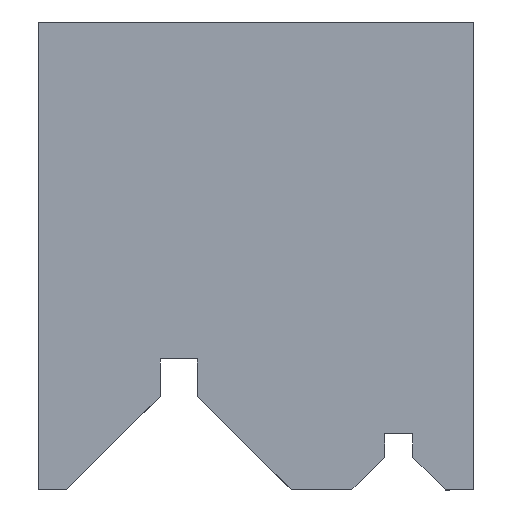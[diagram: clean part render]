
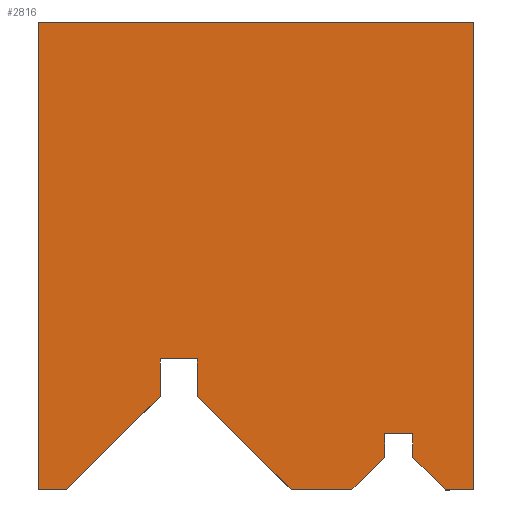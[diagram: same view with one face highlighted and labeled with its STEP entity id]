
A CAD part, left-side view. The second image highlights one B-rep face of the part: STEP entity #2816.
In plain terms, the highlighted planar face has unit normal (-1, 0, 0).
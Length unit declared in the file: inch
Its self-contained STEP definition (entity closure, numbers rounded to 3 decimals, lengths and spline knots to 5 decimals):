
#17 = EDGE_CURVE ( 'NONE', #2529, #336, #1553, .T. ) ;
#67 = ORIENTED_EDGE ( 'NONE', *, *, #113, .T. ) ;
#94 = VERTEX_POINT ( 'NONE', #130 ) ;
#113 = EDGE_CURVE ( 'NONE', #718, #2509, #861, .T. ) ;
#117 = VECTOR ( 'NONE', #1807, 39.37008 ) ;
#123 = CARTESIAN_POINT ( 'NONE',  ( -3., 1.16142, 0.7874 ) ) ;
#130 = CARTESIAN_POINT ( 'NONE',  ( -3., 1.83071, 0.3937 ) ) ;
#166 = CARTESIAN_POINT ( 'NONE',  ( -3., 1.7126, 0.3937 ) ) ;
#167 = CARTESIAN_POINT ( 'NONE',  ( -3., 1.3189, 0.7874 ) ) ;
#219 = LINE ( 'NONE', #2805, #2227 ) ;
#223 = CARTESIAN_POINT ( 'NONE',  ( -3., 1.83071, 0.3937 ) ) ;
#258 = LINE ( 'NONE', #223, #518 ) ;
#267 = DIRECTION ( 'NONE',  ( 0., -1., 0. ) ) ;
#275 = VERTEX_POINT ( 'NONE', #901 ) ;
#283 = CARTESIAN_POINT ( 'NONE',  ( -3., 0., 2.3622 ) ) ;
#301 = ORIENTED_EDGE ( 'NONE', *, *, #2745, .T. ) ;
#303 = LINE ( 'NONE', #1247, #363 ) ;
#336 = VERTEX_POINT ( 'NONE', #2843 ) ;
#342 = VECTOR ( 'NONE', #1529, 39.37008 ) ;
#351 = CARTESIAN_POINT ( 'NONE',  ( -3., 1.83071, 0.62992 ) ) ;
#357 = CARTESIAN_POINT ( 'NONE',  ( -3., 1.83071, 0.3937 ) ) ;
#363 = VECTOR ( 'NONE', #2912, 39.37008 ) ;
#379 = CARTESIAN_POINT ( 'NONE',  ( -3., 1.16142, 0.3937 ) ) ;
#423 = VERTEX_POINT ( 'NONE', #2875 ) ;
#433 = CARTESIAN_POINT ( 'NONE',  ( -3., 0.51181, 0.3937 ) ) ;
#454 = VECTOR ( 'NONE', #2237, 39.37008 ) ;
#458 = DIRECTION ( 'NONE',  ( 0., 0., -1. ) ) ;
#471 = DIRECTION ( 'NONE',  ( 0., -1., 0. ) ) ;
#518 = VECTOR ( 'NONE', #912, 39.37008 ) ;
#524 = EDGE_CURVE ( 'NONE', #3067, #423, #1535, .T. ) ;
#562 = DIRECTION ( 'NONE',  ( -1., 0., 0. ) ) ;
#641 = CARTESIAN_POINT ( 'NONE',  ( -3., 0., 0.3937 ) ) ;
#655 = DIRECTION ( 'NONE',  ( 0., -0.707, -0.707 ) ) ;
#693 = CARTESIAN_POINT ( 'NONE',  ( -3., 1.83071, 0.3937 ) ) ;
#700 = ORIENTED_EDGE ( 'NONE', *, *, #1085, .T. ) ;
#718 = VERTEX_POINT ( 'NONE', #1396 ) ;
#745 = CARTESIAN_POINT ( 'NONE',  ( -3., 1.83071, 0.3937 ) ) ;
#772 = DIRECTION ( 'NONE',  ( 0., 0., 1. ) ) ;
#784 = VERTEX_POINT ( 'NONE', #2382 ) ;
#787 = VECTOR ( 'NONE', #1678, 39.37008 ) ;
#789 = EDGE_CURVE ( 'NONE', #784, #2586, #2176, .T. ) ;
#811 = ORIENTED_EDGE ( 'NONE', *, *, #1288, .T. ) ;
#853 = CARTESIAN_POINT ( 'NONE',  ( -3., 0.25591, 0.3937 ) ) ;
#854 = EDGE_CURVE ( 'NONE', #1493, #784, #1442, .T. ) ;
#861 = LINE ( 'NONE', #351, #117 ) ;
#863 = CARTESIAN_POINT ( 'NONE',  ( -3., 1.83071, 0.3937 ) ) ;
#868 = LINE ( 'NONE', #357, #454 ) ;
#869 = CARTESIAN_POINT ( 'NONE',  ( -3., 0.25591, 0.62992 ) ) ;
#901 = CARTESIAN_POINT ( 'NONE',  ( -3., 0.37402, 0.5315 ) ) ;
#912 = DIRECTION ( 'NONE',  ( 0., -1., 0. ) ) ;
#930 = LINE ( 'NONE', #2142, #1229 ) ;
#945 = DIRECTION ( 'NONE',  ( 0., 0., 1. ) ) ;
#964 = VECTOR ( 'NONE', #2275, 39.37008 ) ;
#977 = VERTEX_POINT ( 'NONE', #433 ) ;
#1064 = CARTESIAN_POINT ( 'NONE',  ( -3., 0.25591, 0.5315 ) ) ;
#1066 = LINE ( 'NONE', #1359, #342 ) ;
#1085 = EDGE_CURVE ( 'NONE', #1638, #977, #258, .T. ) ;
#1166 = DIRECTION ( 'NONE',  ( 0., -0.707, 0.707 ) ) ;
#1210 = ORIENTED_EDGE ( 'NONE', *, *, #1705, .T. ) ;
#1229 = VECTOR ( 'NONE', #471, 39.37008 ) ;
#1247 = CARTESIAN_POINT ( 'NONE',  ( -3., 0.25591, 0.5315 ) ) ;
#1284 = ORIENTED_EDGE ( 'NONE', *, *, #2446, .T. ) ;
#1288 = EDGE_CURVE ( 'NONE', #2904, #2957, #303, .T. ) ;
#1359 = CARTESIAN_POINT ( 'NONE',  ( -3., 1.7126, 0.3937 ) ) ;
#1374 = VECTOR ( 'NONE', #1575, 39.37008 ) ;
#1396 = CARTESIAN_POINT ( 'NONE',  ( -3., 0.37402, 0.62992 ) ) ;
#1426 = VECTOR ( 'NONE', #458, 39.37008 ) ;
#1436 = ORIENTED_EDGE ( 'NONE', *, *, #789, .F. ) ;
#1442 = LINE ( 'NONE', #283, #1819 ) ;
#1493 = VERTEX_POINT ( 'NONE', #1853 ) ;
#1506 = ORIENTED_EDGE ( 'NONE', *, *, #2433, .T. ) ;
#1529 = DIRECTION ( 'NONE',  ( 0., -0.707, 0.707 ) ) ;
#1535 = LINE ( 'NONE', #379, #964 ) ;
#1553 = LINE ( 'NONE', #1761, #2566 ) ;
#1575 = DIRECTION ( 'NONE',  ( 0., 0., -1. ) ) ;
#1638 = VERTEX_POINT ( 'NONE', #1737 ) ;
#1678 = DIRECTION ( 'NONE',  ( 0., 0., -1. ) ) ;
#1697 = EDGE_CURVE ( 'NONE', #423, #1638, #1802, .T. ) ;
#1705 = EDGE_CURVE ( 'NONE', #94, #1725, #868, .T. ) ;
#1725 = VERTEX_POINT ( 'NONE', #166 ) ;
#1737 = CARTESIAN_POINT ( 'NONE',  ( -3., 0.76772, 0.3937 ) ) ;
#1759 = ORIENTED_EDGE ( 'NONE', *, *, #17, .T. ) ;
#1761 = CARTESIAN_POINT ( 'NONE',  ( -3., 1.3189, 0.3937 ) ) ;
#1802 = LINE ( 'NONE', #123, #3031 ) ;
#1807 = DIRECTION ( 'NONE',  ( 0., -1., 0. ) ) ;
#1819 = VECTOR ( 'NONE', #267, 39.37008 ) ;
#1853 = CARTESIAN_POINT ( 'NONE',  ( -3., 1.83071, 2.3622 ) ) ;
#1877 = ORIENTED_EDGE ( 'NONE', *, *, #854, .F. ) ;
#1912 = EDGE_LOOP ( 'NONE', ( #1284, #2443, #67, #2475, #811, #1506, #1436, #1877, #2223, #1210, #2975, #1759, #301, #2906, #2025, #700 ) ) ;
#1953 = FACE_OUTER_BOUND ( 'NONE', #1912, .T. ) ;
#2025 = ORIENTED_EDGE ( 'NONE', *, *, #1697, .T. ) ;
#2026 = DIRECTION ( 'NONE',  ( 0., 0., 1. ) ) ;
#2075 = VECTOR ( 'NONE', #3020, 39.37008 ) ;
#2077 = LINE ( 'NONE', #3029, #2376 ) ;
#2142 = CARTESIAN_POINT ( 'NONE',  ( -3., 1.83071, 0.94488 ) ) ;
#2176 = LINE ( 'NONE', #2645, #787 ) ;
#2202 = EDGE_CURVE ( 'NONE', #2509, #2904, #2979, .T. ) ;
#2223 = ORIENTED_EDGE ( 'NONE', *, *, #2478, .T. ) ;
#2227 = VECTOR ( 'NONE', #1166, 39.37008 ) ;
#2235 = CARTESIAN_POINT ( 'NONE',  ( -3., 0.11811, 0.3937 ) ) ;
#2237 = DIRECTION ( 'NONE',  ( 0., -1., 0. ) ) ;
#2275 = DIRECTION ( 'NONE',  ( 0., 0., -1. ) ) ;
#2336 = LINE ( 'NONE', #693, #1426 ) ;
#2376 = VECTOR ( 'NONE', #945, 39.37008 ) ;
#2382 = CARTESIAN_POINT ( 'NONE',  ( -3., 0., 2.3622 ) ) ;
#2433 = EDGE_CURVE ( 'NONE', #2957, #2586, #2556, .T. ) ;
#2443 = ORIENTED_EDGE ( 'NONE', *, *, #2760, .T. ) ;
#2446 = EDGE_CURVE ( 'NONE', #977, #275, #219, .T. ) ;
#2475 = ORIENTED_EDGE ( 'NONE', *, *, #2202, .T. ) ;
#2478 = EDGE_CURVE ( 'NONE', #1493, #94, #2336, .T. ) ;
#2509 = VERTEX_POINT ( 'NONE', #869 ) ;
#2516 = EDGE_CURVE ( 'NONE', #1725, #2529, #1066, .T. ) ;
#2529 = VERTEX_POINT ( 'NONE', #167 ) ;
#2556 = LINE ( 'NONE', #863, #2075 ) ;
#2566 = VECTOR ( 'NONE', #2026, 39.37008 ) ;
#2580 = AXIS2_PLACEMENT_3D ( 'NONE', #745, #562, #772 ) ;
#2586 = VERTEX_POINT ( 'NONE', #641 ) ;
#2645 = CARTESIAN_POINT ( 'NONE',  ( -3., 0., 0.3937 ) ) ;
#2745 = EDGE_CURVE ( 'NONE', #336, #3067, #930, .T. ) ;
#2760 = EDGE_CURVE ( 'NONE', #275, #718, #2077, .T. ) ;
#2805 = CARTESIAN_POINT ( 'NONE',  ( -3., 0.51181, 0.3937 ) ) ;
#2816 = ADVANCED_FACE ( 'NONE', ( #1953 ), #2874, .T. ) ;
#2843 = CARTESIAN_POINT ( 'NONE',  ( -3., 1.3189, 0.94488 ) ) ;
#2874 = PLANE ( 'NONE',  #2580 ) ;
#2875 = CARTESIAN_POINT ( 'NONE',  ( -3., 1.16142, 0.7874 ) ) ;
#2904 = VERTEX_POINT ( 'NONE', #1064 ) ;
#2906 = ORIENTED_EDGE ( 'NONE', *, *, #524, .T. ) ;
#2912 = DIRECTION ( 'NONE',  ( 0., -0.707, -0.707 ) ) ;
#2957 = VERTEX_POINT ( 'NONE', #2235 ) ;
#2975 = ORIENTED_EDGE ( 'NONE', *, *, #2516, .T. ) ;
#2979 = LINE ( 'NONE', #853, #1374 ) ;
#3020 = DIRECTION ( 'NONE',  ( 0., -1., 0. ) ) ;
#3029 = CARTESIAN_POINT ( 'NONE',  ( -3., 0.37402, 0.3937 ) ) ;
#3031 = VECTOR ( 'NONE', #655, 39.37008 ) ;
#3041 = CARTESIAN_POINT ( 'NONE',  ( -3., 1.16142, 0.94488 ) ) ;
#3067 = VERTEX_POINT ( 'NONE', #3041 ) ;
